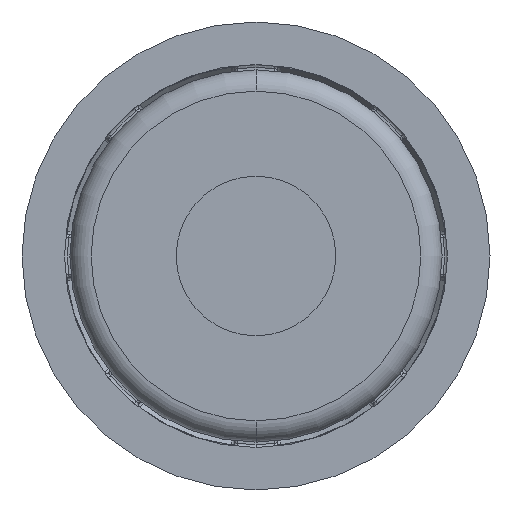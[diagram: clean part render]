
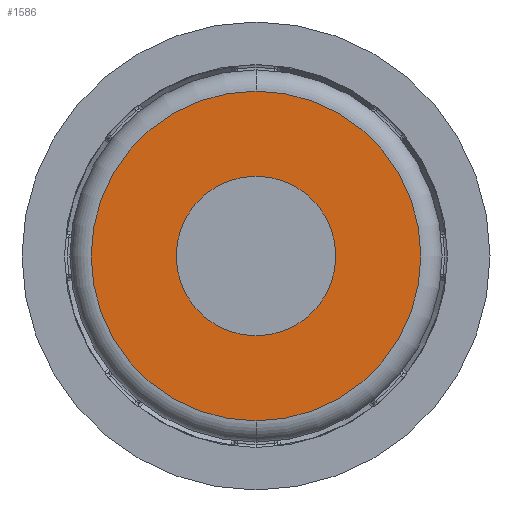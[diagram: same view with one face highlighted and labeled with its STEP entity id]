
A CAD part, front view. The second image highlights one B-rep face of the part: STEP entity #1586.
In plain terms, the highlighted planar face has unit normal (0, -1, 0).
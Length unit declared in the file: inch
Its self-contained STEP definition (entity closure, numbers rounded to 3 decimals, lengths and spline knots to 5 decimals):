
#94 = CARTESIAN_POINT ( 'NONE',  ( 0.68218, 0.1865, 1.76023 ) ) ;
#735 = EDGE_LOOP ( 'NONE', ( #7303, #12579 ) ) ;
#1084 = VERTEX_POINT ( 'NONE', #94 ) ;
#1244 = AXIS2_PLACEMENT_3D ( 'NONE', #3684, #11895, #4873 ) ;
#1586 = ADVANCED_FACE ( 'NONE', ( #8420, #11536 ), #11138, .T. ) ;
#1844 = DIRECTION ( 'NONE',  ( 0., 1., 0. ) ) ;
#2299 = VERTEX_POINT ( 'NONE', #14096 ) ;
#2744 = CIRCLE ( 'NONE', #1244, 0.61024 ) ;
#2936 = AXIS2_PLACEMENT_3D ( 'NONE', #8892, #1844, #10058 ) ;
#3136 = EDGE_LOOP ( 'NONE', ( #6184, #4505 ) ) ;
#3263 = AXIS2_PLACEMENT_3D ( 'NONE', #6384, #14630, #7558 ) ;
#3420 = CARTESIAN_POINT ( 'NONE',  ( 0.68218, 0.1865, 1.16968 ) ) ;
#3684 = CARTESIAN_POINT ( 'NONE',  ( 0.68218, 0.1865, 1.46496 ) ) ;
#4505 = ORIENTED_EDGE ( 'NONE', *, *, #5557, .T. ) ;
#4873 = DIRECTION ( 'NONE',  ( 0., 0., -1. ) ) ;
#5557 = EDGE_CURVE ( 'NONE', #14042, #1084, #14232, .T. ) ;
#5686 = EDGE_CURVE ( 'NONE', #1084, #14042, #6495, .T. ) ;
#5807 = CARTESIAN_POINT ( 'NONE',  ( 0.68218, 0.1865, 1.46496 ) ) ;
#6184 = ORIENTED_EDGE ( 'NONE', *, *, #5686, .T. ) ;
#6384 = CARTESIAN_POINT ( 'NONE',  ( 0.68218, 0.1865, 1.46496 ) ) ;
#6468 = DIRECTION ( 'NONE',  ( 0., -1., 0. ) ) ;
#6495 = CIRCLE ( 'NONE', #6928, 0.29528 ) ;
#6928 = AXIS2_PLACEMENT_3D ( 'NONE', #5807, #14039, #6999 ) ;
#6999 = DIRECTION ( 'NONE',  ( 0., 0., 1. ) ) ;
#7303 = ORIENTED_EDGE ( 'NONE', *, *, #10386, .F. ) ;
#7558 = DIRECTION ( 'NONE',  ( 0., 0., 1. ) ) ;
#8420 = FACE_BOUND ( 'NONE', #3136, .T. ) ;
#8892 = CARTESIAN_POINT ( 'NONE',  ( 0.68218, 0.1865, 1.46496 ) ) ;
#10058 = DIRECTION ( 'NONE',  ( 0., 0., -1. ) ) ;
#10260 = CIRCLE ( 'NONE', #2936, 0.61024 ) ;
#10386 = EDGE_CURVE ( 'NONE', #2299, #14700, #10260, .T. ) ;
#10884 = CARTESIAN_POINT ( 'NONE',  ( 0.68218, 0.1865, 2.07519 ) ) ;
#11138 = PLANE ( 'NONE',  #12905 ) ;
#11536 = FACE_OUTER_BOUND ( 'NONE', #735, .T. ) ;
#11895 = DIRECTION ( 'NONE',  ( 0., 1., 0. ) ) ;
#12579 = ORIENTED_EDGE ( 'NONE', *, *, #15229, .F. ) ;
#12905 = AXIS2_PLACEMENT_3D ( 'NONE', #13517, #6468, #14707 ) ;
#13517 = CARTESIAN_POINT ( 'NONE',  ( 0.97746, 0.1865, 1.46496 ) ) ;
#14039 = DIRECTION ( 'NONE',  ( 0., 1., 0. ) ) ;
#14042 = VERTEX_POINT ( 'NONE', #3420 ) ;
#14096 = CARTESIAN_POINT ( 'NONE',  ( 0.68218, 0.1865, 0.85472 ) ) ;
#14232 = CIRCLE ( 'NONE', #3263, 0.29528 ) ;
#14630 = DIRECTION ( 'NONE',  ( 0., 1., 0. ) ) ;
#14700 = VERTEX_POINT ( 'NONE', #10884 ) ;
#14707 = DIRECTION ( 'NONE',  ( 0., 0., -1. ) ) ;
#15229 = EDGE_CURVE ( 'NONE', #14700, #2299, #2744, .T. ) ;
